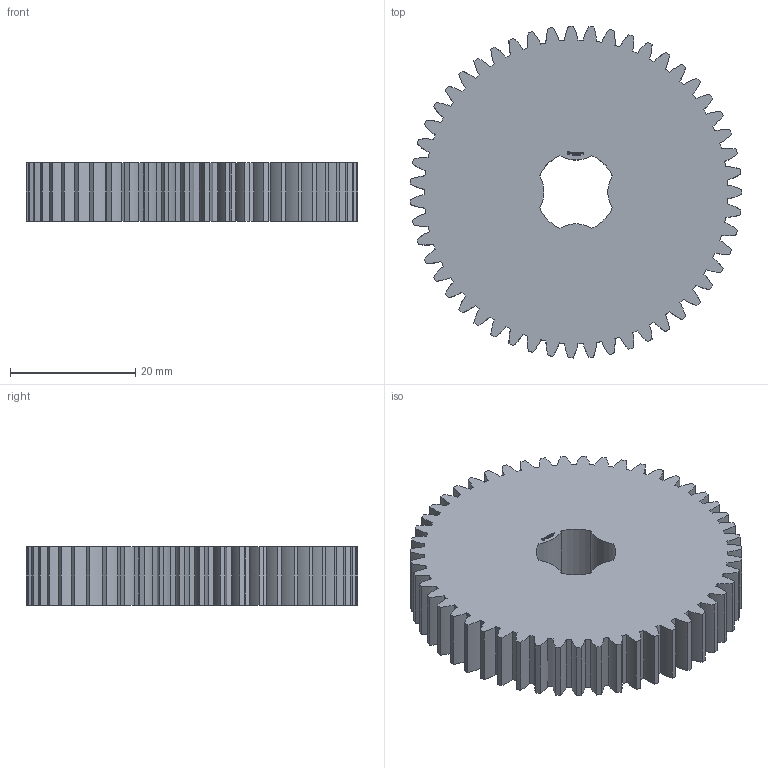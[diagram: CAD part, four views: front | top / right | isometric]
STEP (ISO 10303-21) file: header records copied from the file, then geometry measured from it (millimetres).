
FILE_DESCRIPTION(('FreeCAD Model'),'2;1');
FILE_NAME('Open CASCADE Shape Model','2024-03-10T18:18:34',(''),(''), 'Open CASCADE STEP processor 7.6','FreeCAD','Unknown');
FILE_SCHEMA(('AUTOMOTIVE_DESIGN { 1 0 10303 214 1 1 1 1 }'));
Products named in the file (1): Gear Wheel PLN TTH51 BU00.75 SFT-SHD - SPN-GWH-0183 (stemfie.org)
Bounding box: 52.97 x 52.99 x 9.38 mm (x, y, z)
Volume: 18003.8 mm3; surface area: 7267.2 mm2
Topology: 1 solids, 1 shells, 699 faces, 1998 edges, 1332 vertices
Faces by surface type: extrusion 368, plane 323, cylinder 8
Entity records: 63150 total; most frequent: CARTESIAN_POINT 20896, DIRECTION 5570, VECTOR 4858, LINE 4490, ORIENTED_EDGE 3996, PCURVE 3996, DEFINITIONAL_REPRESENTATION 3996, EDGE_CURVE 1998
